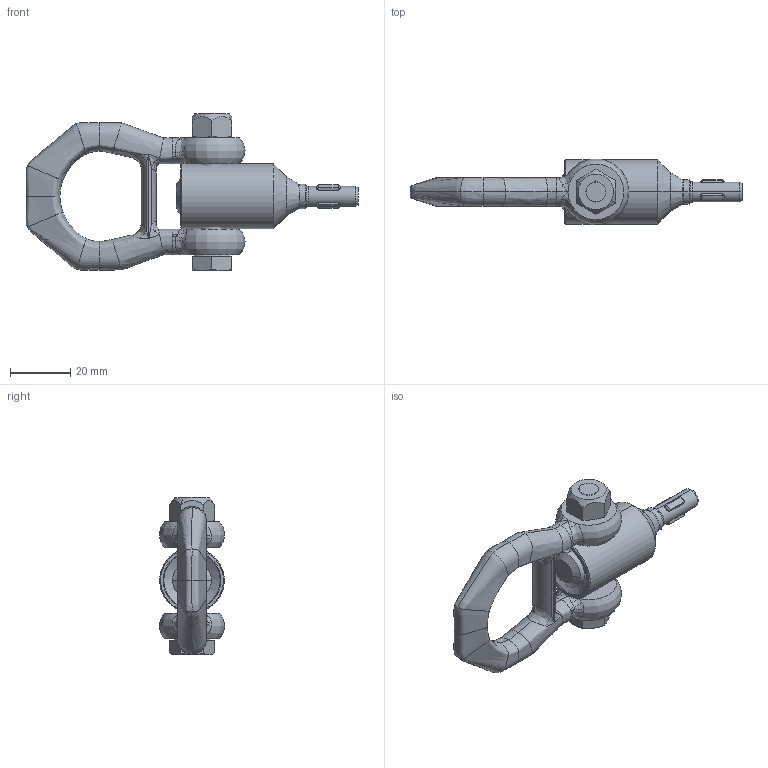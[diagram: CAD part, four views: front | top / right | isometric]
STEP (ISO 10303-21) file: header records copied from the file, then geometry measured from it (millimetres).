
FILE_DESCRIPTION(('STEP AP214'),'1');
FILE_NAME('HALDERN_EH_22352_2008.stp','2021-02-26T07:19:14',('TraceParts'),('TraceParts S.A.'),'Spatial InterOp 3D',' ',' ');
FILE_SCHEMA(('AUTOMOTIVE_DESIGN { 1 0 10303 214 1 1 1 1 }'));
Length unit declared in the file: millimetre
Products named in the file (1): HALDERN_EH_22352_2008_1
Bounding box: 110.25 x 21.75 x 52.3 mm (x, y, z)
Volume: 31815.3 mm3; surface area: 12430.2 mm2
Topology: 4 solids, 4 shells, 224 faces, 613 edges, 388 vertices
Faces by surface type: bspline 68, cylinder 57, plane 52, cone 36, torus 10, sphere 1
Entity records: 18704 total; most frequent: CARTESIAN_POINT 11651, ORIENTED_EDGE 1198, DIRECTION 991, EDGE_CURVE 599, AXIS2_PLACEMENT_3D 411, VERTEX_POINT 388, EDGE_LOOP 237, CIRCLE 233
